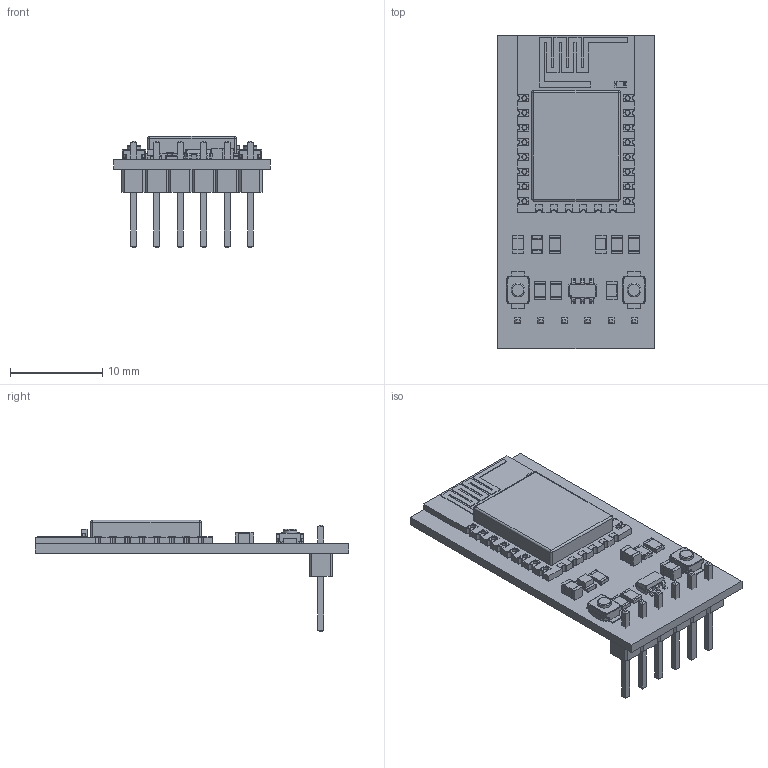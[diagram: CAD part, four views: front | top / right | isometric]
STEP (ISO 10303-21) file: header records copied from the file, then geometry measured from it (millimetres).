
FILE_DESCRIPTION(('FreeCAD Model'),'2;1');
FILE_NAME('Open CASCADE Shape Model','2023-05-05T10:14:38',( 'kicad StepUp'),('ksu MCAD'),'Open CASCADE STEP processor 7.6', 'FreeCAD','Unknown');
FILE_SCHEMA(('AUTOMOTIVE_DESIGN { 1 0 10303 214 1 1 1 1 }'));
Length unit declared in the file: millimetre
Products named in the file (1): DT-06 ESP-M2
Bounding box: 17 x 34 x 12.1 mm (x, y, z)
Volume: 1122.2 mm3; surface area: 2712.6 mm2
Topology: 62 solids, 62 shells, 1550 faces, 3849 edges, 2386 vertices
Faces by surface type: plane 971, cylinder 475, sphere 38, torus 36, bspline 30
Full cylindrical faces by diameter (mm): 0.1 x1, 0.52 x16, 0.56 x16, 0.65 x2, 1.5 x2
Entity records: 56962 total; most frequent: CARTESIAN_POINT 8362, DIRECTION 7751, ORIENTED_EDGE 7622, EDGE_CURVE 3811, LINE 2817, VECTOR 2817, AXIS2_PLACEMENT_3D 2467, VERTEX_POINT 2386
